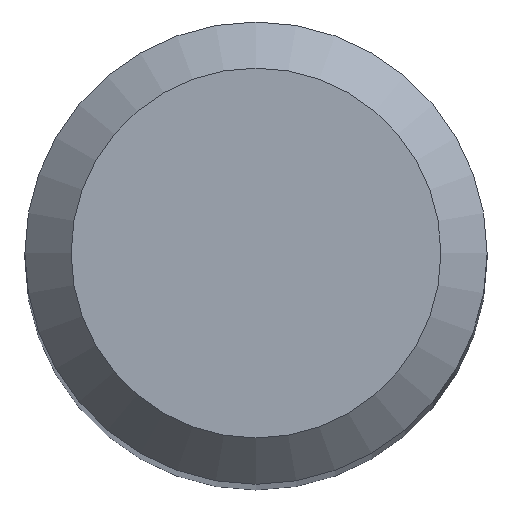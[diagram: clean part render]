
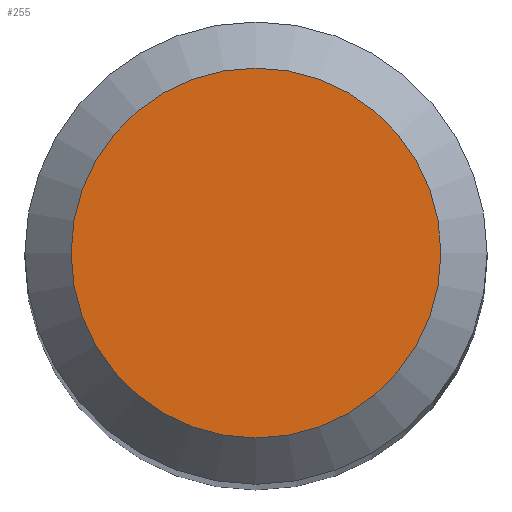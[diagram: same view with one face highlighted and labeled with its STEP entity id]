
A CAD part, top view. The second image highlights one B-rep face of the part: STEP entity #255.
In plain terms, the highlighted planar face has unit normal (0, 0, 1).
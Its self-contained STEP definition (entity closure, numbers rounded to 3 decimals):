
#9 = CARTESIAN_POINT ( 'NONE',  ( 0., 0., 38. ) ) ;
#11 = PLANE ( 'NONE',  #148 ) ;
#29 = DIRECTION ( 'NONE',  ( 0., 1., 0. ) ) ;
#36 = EDGE_LOOP ( 'NONE', ( #270 ) ) ;
#45 = EDGE_CURVE ( 'NONE', #156, #156, #180, .T. ) ;
#89 = CARTESIAN_POINT ( 'NONE',  ( 0., 0., 38. ) ) ;
#130 = AXIS2_PLACEMENT_3D ( 'NONE', #9, #242, #29 ) ;
#148 = AXIS2_PLACEMENT_3D ( 'NONE', #89, #326, #278 ) ;
#156 = VERTEX_POINT ( 'NONE', #332 ) ;
#176 = FACE_OUTER_BOUND ( 'NONE', #36, .T. ) ;
#180 = CIRCLE ( 'NONE', #130, 1.6 ) ;
#242 = DIRECTION ( 'NONE',  ( 0., 0., -1. ) ) ;
#255 = ADVANCED_FACE ( 'NONE', ( #176 ), #11, .F. ) ;
#270 = ORIENTED_EDGE ( 'NONE', *, *, #45, .F. ) ;
#278 = DIRECTION ( 'NONE',  ( 0., 1., 0. ) ) ;
#326 = DIRECTION ( 'NONE',  ( 0., 0., -1. ) ) ;
#332 = CARTESIAN_POINT ( 'NONE',  ( 0., 1.6, 38. ) ) ;
